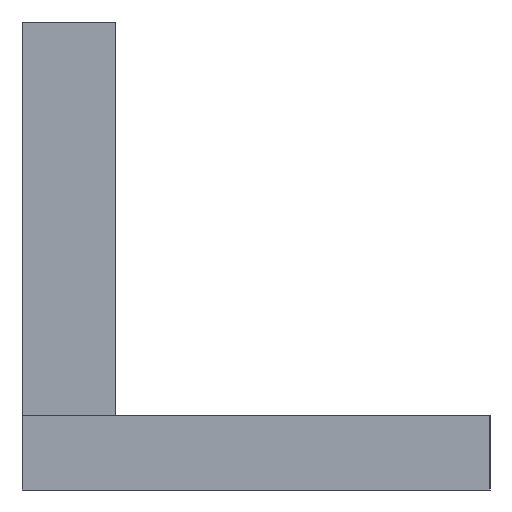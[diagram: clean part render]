
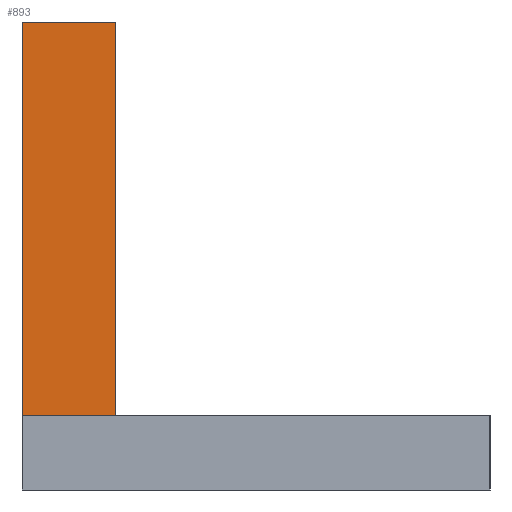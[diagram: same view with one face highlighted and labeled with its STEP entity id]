
A CAD part, left-side view. The second image highlights one B-rep face of the part: STEP entity #893.
In plain terms, the highlighted planar face has unit normal (-1, 0, 0).
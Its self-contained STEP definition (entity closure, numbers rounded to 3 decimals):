
#78 = FACE_OUTER_BOUND ( 'NONE', #1569, .T. ) ;
#89 = DIRECTION ( 'NONE',  ( 0., 0., -1. ) ) ;
#148 = LINE ( 'NONE', #1226, #983 ) ;
#156 = ORIENTED_EDGE ( 'NONE', *, *, #563, .F. ) ;
#180 = DIRECTION ( 'NONE',  ( 0., 0., -1. ) ) ;
#211 = CARTESIAN_POINT ( 'NONE',  ( -209.5, 10., 8. ) ) ;
#289 = DIRECTION ( 'NONE',  ( 0., 1., 0. ) ) ;
#296 = LINE ( 'NONE', #1131, #369 ) ;
#352 = EDGE_CURVE ( 'NONE', #872, #1294, #296, .T. ) ;
#369 = VECTOR ( 'NONE', #797, 1000. ) ;
#402 = LINE ( 'NONE', #654, #1552 ) ;
#419 = VECTOR ( 'NONE', #289, 1000. ) ;
#445 = CARTESIAN_POINT ( 'NONE',  ( -209.5, 20., 50. ) ) ;
#500 = ORIENTED_EDGE ( 'NONE', *, *, #352, .F. ) ;
#563 = EDGE_CURVE ( 'NONE', #1294, #776, #402, .T. ) ;
#654 = CARTESIAN_POINT ( 'NONE',  ( -209.5, 20., -46.11 ) ) ;
#768 = ORIENTED_EDGE ( 'NONE', *, *, #1650, .F. ) ;
#776 = VERTEX_POINT ( 'NONE', #1365 ) ;
#797 = DIRECTION ( 'NONE',  ( 0., 1., 0. ) ) ;
#846 = CARTESIAN_POINT ( 'NONE',  ( -209.5, 10., 50. ) ) ;
#872 = VERTEX_POINT ( 'NONE', #211 ) ;
#893 = ADVANCED_FACE ( 'NONE', ( #78 ), #1279, .F. ) ;
#983 = VECTOR ( 'NONE', #180, 1000. ) ;
#1018 = DIRECTION ( 'NONE',  ( 1., 0., 0. ) ) ;
#1104 = ORIENTED_EDGE ( 'NONE', *, *, #1227, .T. ) ;
#1131 = CARTESIAN_POINT ( 'NONE',  ( -209.5, 20., 8. ) ) ;
#1136 = AXIS2_PLACEMENT_3D ( 'NONE', #1303, #1018, #89 ) ;
#1138 = CARTESIAN_POINT ( 'NONE',  ( -209.5, 20., 8. ) ) ;
#1226 = CARTESIAN_POINT ( 'NONE',  ( -209.5, 10., 8. ) ) ;
#1227 = EDGE_CURVE ( 'NONE', #1396, #776, #1617, .T. ) ;
#1279 = PLANE ( 'NONE',  #1136 ) ;
#1294 = VERTEX_POINT ( 'NONE', #1138 ) ;
#1303 = CARTESIAN_POINT ( 'NONE',  ( -209.5, 20., -46.11 ) ) ;
#1365 = CARTESIAN_POINT ( 'NONE',  ( -209.5, 20., 50. ) ) ;
#1396 = VERTEX_POINT ( 'NONE', #846 ) ;
#1481 = DIRECTION ( 'NONE',  ( 0., 0., 1. ) ) ;
#1552 = VECTOR ( 'NONE', #1481, 1000. ) ;
#1569 = EDGE_LOOP ( 'NONE', ( #1104, #156, #500, #768 ) ) ;
#1617 = LINE ( 'NONE', #445, #419 ) ;
#1650 = EDGE_CURVE ( 'NONE', #1396, #872, #148, .T. ) ;
